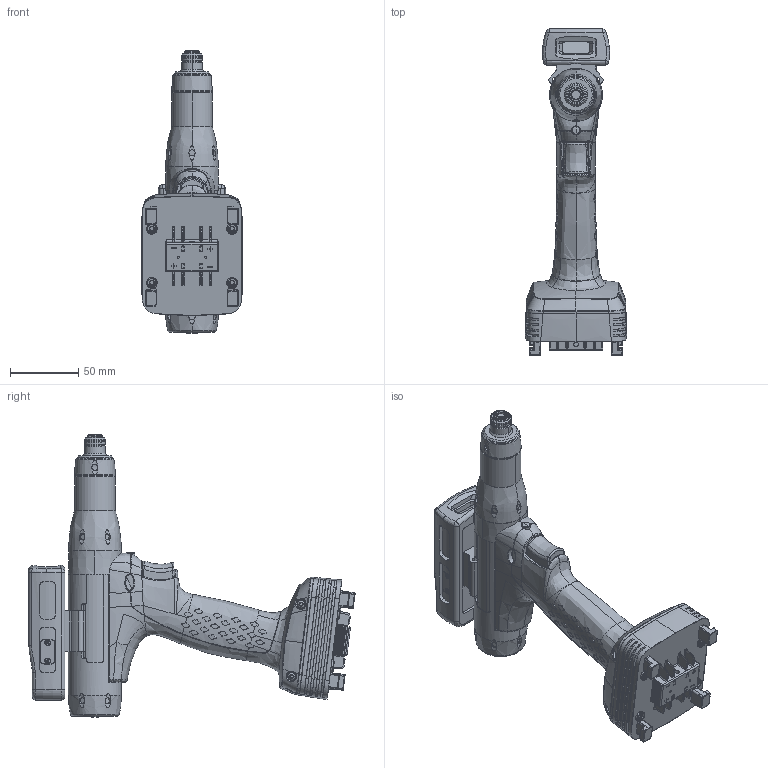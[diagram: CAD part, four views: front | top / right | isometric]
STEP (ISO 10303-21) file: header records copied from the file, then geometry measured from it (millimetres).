
FILE_DESCRIPTION((''),'2;1');
FILE_NAME('8433327033_DIM_ASM','2021-05-03T11:15:24',('INEEXTrab'),(''),'CREO PARAMETRIC BY PTC INC, 2020281','CREO PARAMETRIC BY PTC INC, 2020281','');
FILE_SCHEMA(('CONFIG_CONTROL_DESIGN'));
Length unit declared in the file: inch
Products named in the file (3): HANDLE_SW0001; TOP_SW0003; 8433327033_DIM_ASM
Assembly tree (2 placements, depth 2):
  8433327033_DIM_ASM
    HANDLE_SW0001
    TOP_SW0003
Bounding box: 74.51 x 239.58 x 207.2 mm (x, y, z)
Volume: 680313.6 mm3; surface area: 109656.6 mm2
Topology: 3 solids, 4 shells, 5315 faces, 13633 edges, 8500 vertices
Faces by surface type: bspline 1686, plane 1545, cylinder 1338, extrusion 358, cone 134, sphere 133, torus 118, revolution 3
Entity records: 261136 total; most frequent: CARTESIAN_POINT 147564, ORIENTED_EDGE 27244, DIRECTION 17782, EDGE_CURVE 13622, VERTEX_POINT 8500, AXIS2_PLACEMENT_3D 6116, B_SPLINE_CURVE_WITH_KNOTS 5949, VECTOR 5547
